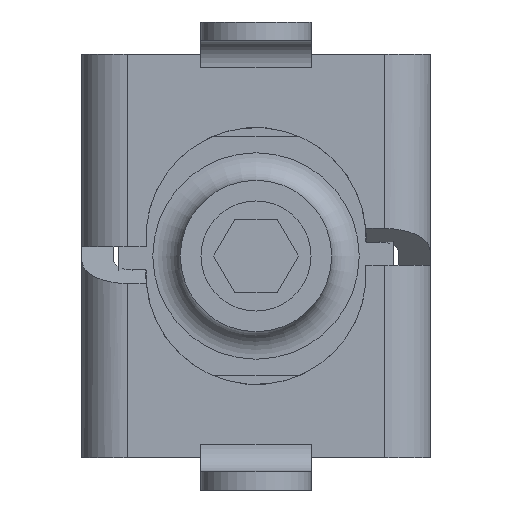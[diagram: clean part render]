
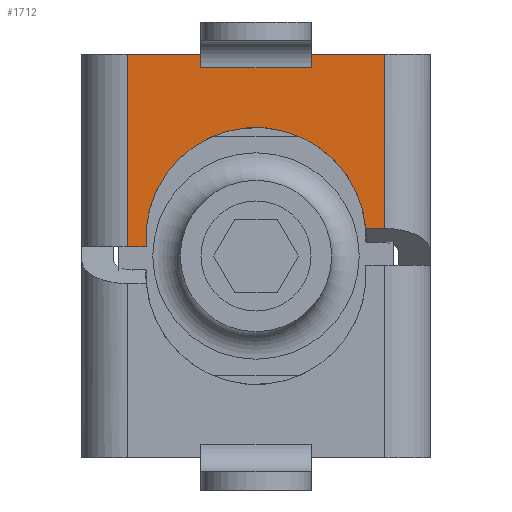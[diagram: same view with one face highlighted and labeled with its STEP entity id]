
A CAD part, front view. The second image highlights one B-rep face of the part: STEP entity #1712.
In plain terms, the highlighted face is planar.
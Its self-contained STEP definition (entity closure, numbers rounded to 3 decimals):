
#99=CIRCLE('',#1885,12.);
#267=ORIENTED_EDGE('',*,*,#607,.F.);
#268=ORIENTED_EDGE('',*,*,#718,.T.);
#269=ORIENTED_EDGE('',*,*,#627,.F.);
#270=ORIENTED_EDGE('',*,*,#616,.F.);
#271=ORIENTED_EDGE('',*,*,#719,.F.);
#272=ORIENTED_EDGE('',*,*,#720,.T.);
#273=ORIENTED_EDGE('',*,*,#640,.F.);
#274=ORIENTED_EDGE('',*,*,#721,.T.);
#275=ORIENTED_EDGE('',*,*,#597,.T.);
#276=ORIENTED_EDGE('',*,*,#722,.T.);
#597=EDGE_CURVE('',#838,#839,#1002,.T.);
#607=EDGE_CURVE('',#848,#849,#1009,.T.);
#616=EDGE_CURVE('',#857,#858,#1015,.T.);
#627=EDGE_CURVE('',#858,#866,#1023,.T.);
#640=EDGE_CURVE('',#878,#879,#1033,.T.);
#718=EDGE_CURVE('',#848,#866,#1094,.T.);
#719=EDGE_CURVE('',#928,#857,#1095,.T.);
#720=EDGE_CURVE('',#928,#879,#1096,.T.);
#721=EDGE_CURVE('',#878,#838,#1097,.F.);
#722=EDGE_CURVE('',#839,#849,#99,.T.);
#838=VERTEX_POINT('',#2458);
#839=VERTEX_POINT('',#2459);
#848=VERTEX_POINT('',#2478);
#849=VERTEX_POINT('',#2480);
#857=VERTEX_POINT('',#2497);
#858=VERTEX_POINT('',#2499);
#866=VERTEX_POINT('',#2521);
#878=VERTEX_POINT('',#2547);
#879=VERTEX_POINT('',#2549);
#928=VERTEX_POINT('',#2703);
#1002=LINE('',#2457,#1198);
#1009=LINE('',#2479,#1205);
#1015=LINE('',#2498,#1211);
#1023=LINE('',#2520,#1219);
#1033=LINE('',#2548,#1229);
#1094=LINE('',#2701,#1290);
#1095=LINE('',#2702,#1291);
#1096=LINE('',#2704,#1292);
#1097=LINE('',#2705,#1293);
#1198=VECTOR('',#1971,1000.);
#1205=VECTOR('',#1986,1000.);
#1211=VECTOR('',#2000,1000.);
#1219=VECTOR('',#2020,1000.);
#1229=VECTOR('',#2040,1000.);
#1290=VECTOR('',#2187,1000.);
#1291=VECTOR('',#2188,1000.);
#1292=VECTOR('',#2189,1000.);
#1293=VECTOR('',#2190,1000.);
#1427=EDGE_LOOP('',(#267,#268,#269,#270,#271,#272,#273,#274,#275,#276));
#1534=FACE_BOUND('',#1427,.T.);
#1633=PLANE('',#1884);
#1712=ADVANCED_FACE('',(#1534),#1633,.F.);
#1884=AXIS2_PLACEMENT_3D('',#2700,#2185,#2186);
#1885=AXIS2_PLACEMENT_3D('',#2706,#2191,#2192);
#1971=DIRECTION('',(0.,0.,-1.));
#1986=DIRECTION('',(0.,0.,1.));
#2000=DIRECTION('',(-1.,0.,0.));
#2020=DIRECTION('',(0.,0.,-1.));
#2040=DIRECTION('',(0.,0.,-1.));
#2185=DIRECTION('',(0.,-1.,0.));
#2186=DIRECTION('',(0.,0.,-1.));
#2187=DIRECTION('',(-1.,0.,0.));
#2188=DIRECTION('',(0.,0.,-1.));
#2189=DIRECTION('',(-1.,0.,0.));
#2190=DIRECTION('',(-1.,0.,0.));
#2191=DIRECTION('',(0.,-1.,0.));
#2192=DIRECTION('',(0.,0.,-1.));
#2457=CARTESIAN_POINT('',(21.,0.,19.));
#2458=CARTESIAN_POINT('',(21.,0.,14.));
#2459=CARTESIAN_POINT('',(21.,0.,11.958));
#2478=CARTESIAN_POINT('',(19.,0.,-14.));
#2479=CARTESIAN_POINT('',(19.,0.,-19.));
#2480=CARTESIAN_POINT('',(19.,0.,-11.958));
#2497=CARTESIAN_POINT('',(1.486,0.,-6.));
#2498=CARTESIAN_POINT('',(21.,0.,-6.));
#2499=CARTESIAN_POINT('',(0.,0.,-6.));
#2520=CARTESIAN_POINT('',(0.,0.,19.));
#2521=CARTESIAN_POINT('',(0.,0.,-14.));
#2547=CARTESIAN_POINT('',(0.,0.,14.));
#2548=CARTESIAN_POINT('',(0.,0.,19.));
#2549=CARTESIAN_POINT('',(0.,0.,6.));
#2700=CARTESIAN_POINT('',(21.,0.,19.));
#2701=CARTESIAN_POINT('',(21.,0.,-14.));
#2702=CARTESIAN_POINT('',(1.486,0.,6.));
#2703=CARTESIAN_POINT('',(1.486,0.,6.));
#2704=CARTESIAN_POINT('',(21.,0.,6.));
#2705=CARTESIAN_POINT('',(21.,0.,14.));
#2706=CARTESIAN_POINT('',(20.,0.,0.));
